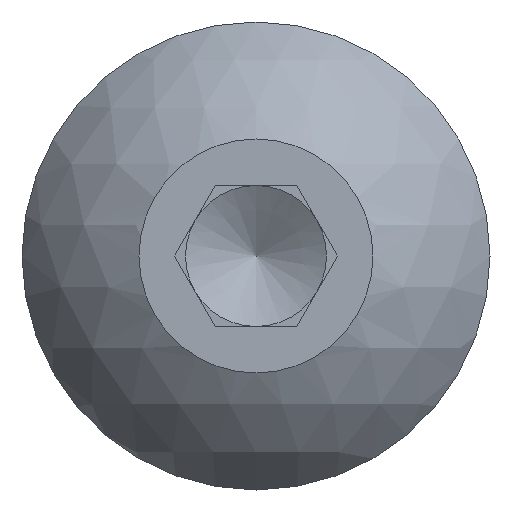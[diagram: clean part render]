
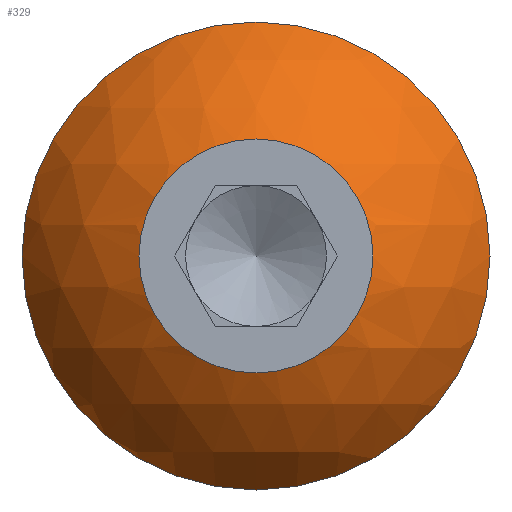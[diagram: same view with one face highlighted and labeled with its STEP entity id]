
A CAD part, left-side view. The second image highlights one B-rep face of the part: STEP entity #329.
In plain terms, the highlighted spherical face has radius 4.584 mm.
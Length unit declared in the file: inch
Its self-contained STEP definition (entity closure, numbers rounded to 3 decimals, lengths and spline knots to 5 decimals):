
#17=SPHERICAL_SURFACE('',#376,0.18048);
#19=FACE_BOUND('',#55,.T.);
#33=FACE_OUTER_BOUND('',#54,.T.);
#54=EDGE_LOOP('',(#261,#262));
#55=EDGE_LOOP('',(#263));
#128=CIRCLE('',#370,0.078);
#129=CIRCLE('',#377,0.156);
#130=CIRCLE('',#378,0.156);
#152=VERTEX_POINT('',#535);
#158=VERTEX_POINT('',#559);
#159=VERTEX_POINT('',#560);
#185=EDGE_CURVE('',#152,#152,#128,.T.);
#197=EDGE_CURVE('',#158,#159,#129,.T.);
#198=EDGE_CURVE('',#159,#158,#130,.T.);
#261=ORIENTED_EDGE('',*,*,#197,.T.);
#262=ORIENTED_EDGE('',*,*,#198,.T.);
#263=ORIENTED_EDGE('',*,*,#185,.F.);
#329=ADVANCED_FACE('',(#33,#19),#17,.T.);
#370=AXIS2_PLACEMENT_3D('',#536,#430,#431);
#376=AXIS2_PLACEMENT_3D('',#558,#453,#454);
#377=AXIS2_PLACEMENT_3D('',#561,#455,#456);
#378=AXIS2_PLACEMENT_3D('',#562,#457,#458);
#430=DIRECTION('center_axis',(-1.,0.,0.));
#431=DIRECTION('ref_axis',(0.,0.,1.));
#453=DIRECTION('center_axis',(0.,0.,1.));
#454=DIRECTION('ref_axis',(-1.,0.001,0.));
#455=DIRECTION('center_axis',(-1.,0.,0.));
#456=DIRECTION('ref_axis',(0.,0.,1.));
#457=DIRECTION('center_axis',(-1.,0.,0.));
#458=DIRECTION('ref_axis',(0.,0.,1.));
#535=CARTESIAN_POINT('',(0.,0.078,0.));
#536=CARTESIAN_POINT('Origin',(0.,0.,0.));
#558=CARTESIAN_POINT('Origin',(0.16275,0.,0.));
#559=CARTESIAN_POINT('',(0.072,0.,0.156));
#560=CARTESIAN_POINT('',(0.072,0.,-0.156));
#561=CARTESIAN_POINT('Origin',(0.072,0.,0.));
#562=CARTESIAN_POINT('Origin',(0.072,0.,0.));
